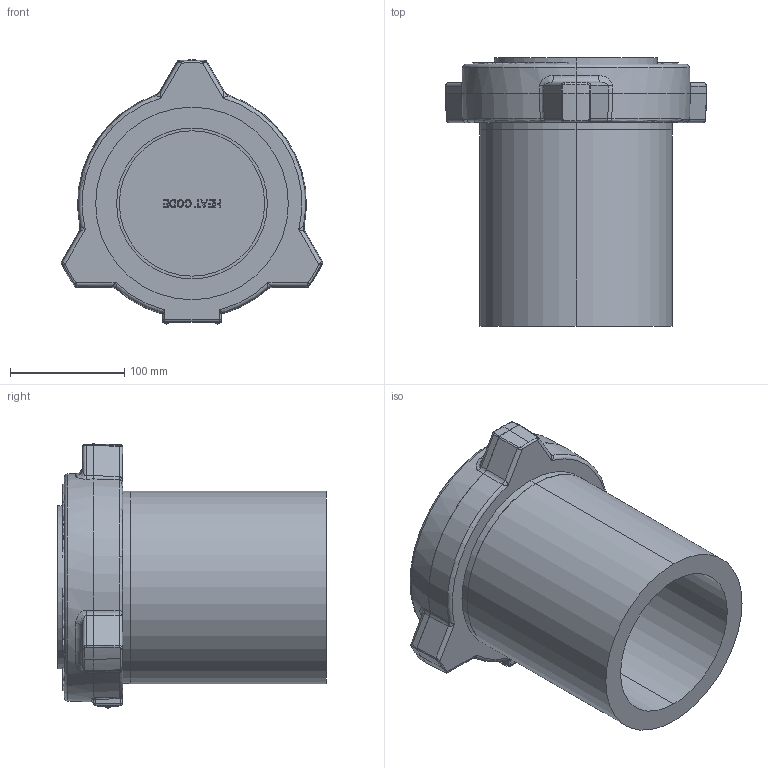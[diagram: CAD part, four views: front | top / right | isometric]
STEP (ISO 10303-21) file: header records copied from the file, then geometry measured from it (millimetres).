
FILE_DESCRIPTION (( 'STEP AP214' ), '1' );
FILE_NAME ('6100HUC8LG-CCML8.STEP', '2021-04-12T15:02:05', ( '' ), ( '' ), 'SwSTEP 2.0', 'SolidWorks 2019', '' );
FILE_SCHEMA (( 'AUTOMOTIVE_DESIGN' ));
Length unit declared in the file: inch
Products named in the file (1): 6100HUC8LG-CCML8
Bounding box: 228.41 x 234.57 x 230.77 mm (x, y, z)
Volume: 2980829.6 mm3; surface area: 285307.5 mm2
Topology: 1 solids, 1 shells, 699 faces, 1785 edges, 1137 vertices
Faces by surface type: plane 379, bspline 232, cylinder 36, torus 26, cone 18, sphere 8
Entity records: 34362 total; most frequent: CARTESIAN_POINT 17618, ORIENTED_EDGE 3546, DIRECTION 2431, EDGE_CURVE 1773, VERTEX_POINT 1137, VECTOR 1123, LINE 1123, EDGE_LOOP 760
